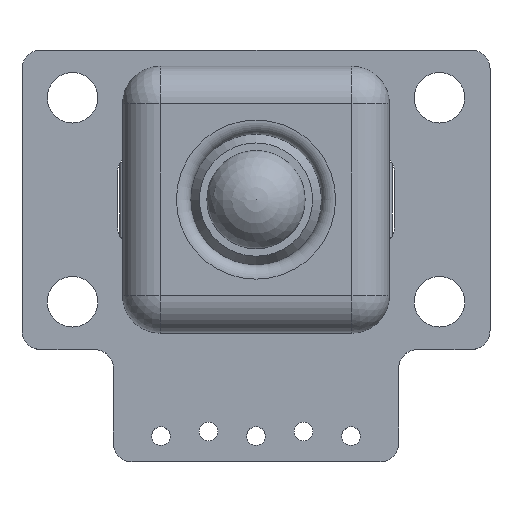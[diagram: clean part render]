
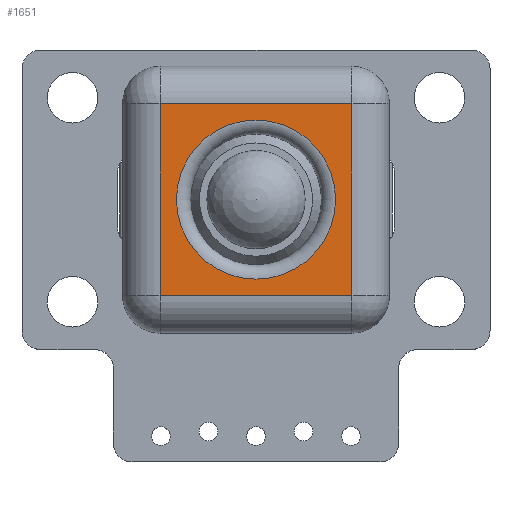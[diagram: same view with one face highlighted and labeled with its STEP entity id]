
A CAD part, top view. The second image highlights one B-rep face of the part: STEP entity #1651.
In plain terms, the highlighted planar face has unit normal (0, 0, 1).
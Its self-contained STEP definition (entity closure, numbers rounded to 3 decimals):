
#77=FACE_BOUND('',#292,.T.);
#111=PLANE('',#1852);
#176=FACE_OUTER_BOUND('',#291,.T.);
#291=EDGE_LOOP('',(#1385,#1386,#1387,#1388));
#292=EDGE_LOOP('',(#1389));
#393=CIRCLE('',#1846,4.25);
#530=LINE('',#2809,#667);
#531=LINE('',#2811,#668);
#532=LINE('',#2813,#669);
#533=LINE('',#2814,#670);
#667=VECTOR('',#2278,10.);
#668=VECTOR('',#2279,10.);
#669=VECTOR('',#2280,10.);
#670=VECTOR('',#2281,10.);
#816=VERTEX_POINT('',#2795);
#820=VERTEX_POINT('',#2807);
#821=VERTEX_POINT('',#2808);
#822=VERTEX_POINT('',#2810);
#823=VERTEX_POINT('',#2812);
#1014=EDGE_CURVE('',#816,#816,#393,.T.);
#1020=EDGE_CURVE('',#820,#821,#530,.T.);
#1021=EDGE_CURVE('',#822,#820,#531,.T.);
#1022=EDGE_CURVE('',#823,#822,#532,.T.);
#1023=EDGE_CURVE('',#821,#823,#533,.T.);
#1385=ORIENTED_EDGE('',*,*,#1020,.F.);
#1386=ORIENTED_EDGE('',*,*,#1021,.F.);
#1387=ORIENTED_EDGE('',*,*,#1022,.F.);
#1388=ORIENTED_EDGE('',*,*,#1023,.F.);
#1389=ORIENTED_EDGE('',*,*,#1014,.F.);
#1651=ADVANCED_FACE('',(#176,#77),#111,.T.);
#1846=AXIS2_PLACEMENT_3D('',#2796,#2263,#2264);
#1852=AXIS2_PLACEMENT_3D('',#2806,#2276,#2277);
#2263=DIRECTION('center_axis',(0.,0.,1.));
#2264=DIRECTION('ref_axis',(1.,0.,0.));
#2276=DIRECTION('center_axis',(0.,0.,1.));
#2277=DIRECTION('ref_axis',(1.,0.,0.));
#2278=DIRECTION('',(0.,1.,0.));
#2279=DIRECTION('',(-1.,0.,0.));
#2280=DIRECTION('',(0.,-1.,0.));
#2281=DIRECTION('',(1.,0.,0.));
#2795=CARTESIAN_POINT('',(4.25,0.,6.6));
#2796=CARTESIAN_POINT('Origin',(0.,0.,6.6));
#2806=CARTESIAN_POINT('Origin',(0.,0.,6.6));
#2807=CARTESIAN_POINT('',(-5.125,-5.125,6.6));
#2808=CARTESIAN_POINT('',(-5.125,5.125,6.6));
#2809=CARTESIAN_POINT('',(-5.125,3.563,6.6));
#2810=CARTESIAN_POINT('',(5.125,-5.125,6.6));
#2811=CARTESIAN_POINT('',(-3.563,-5.125,6.6));
#2812=CARTESIAN_POINT('',(5.125,5.125,6.6));
#2813=CARTESIAN_POINT('',(5.125,-3.563,6.6));
#2814=CARTESIAN_POINT('',(3.563,5.125,6.6));
